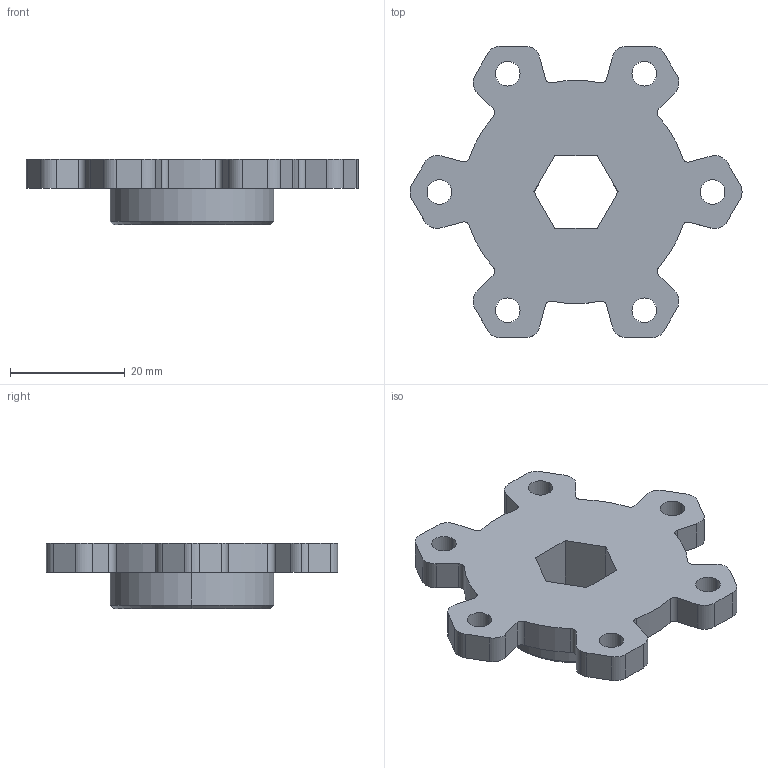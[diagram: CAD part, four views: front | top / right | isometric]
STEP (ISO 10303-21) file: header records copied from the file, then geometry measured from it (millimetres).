
FILE_DESCRIPTION (( 'STEP AP214' ), '1' );
FILE_NAME ('REV-21-1137.STEP', '2016-07-06T02:17:35', ( '' ), ( '' ), 'SwSTEP 2.0', 'SolidWorks 2015', '' );
FILE_SCHEMA (( 'AUTOMOTIVE_DESIGN' ));
Length unit declared in the file: inch
Products named in the file (1): REV-21-1137
Bounding box: 57.87 x 50.8 x 11.43 mm (x, y, z)
Volume: 11073.7 mm3; surface area: 5701.1 mm2
Topology: 1 solids, 1 shells, 90 faces, 259 edges, 172 vertices
Faces by surface type: cylinder 55, plane 33, cone 2
Entity records: 3067 total; most frequent: DIRECTION 553, CARTESIAN_POINT 522, ORIENTED_EDGE 518, EDGE_CURVE 259, AXIS2_PLACEMENT_3D 203, VERTEX_POINT 172, VECTOR 147, LINE 147
